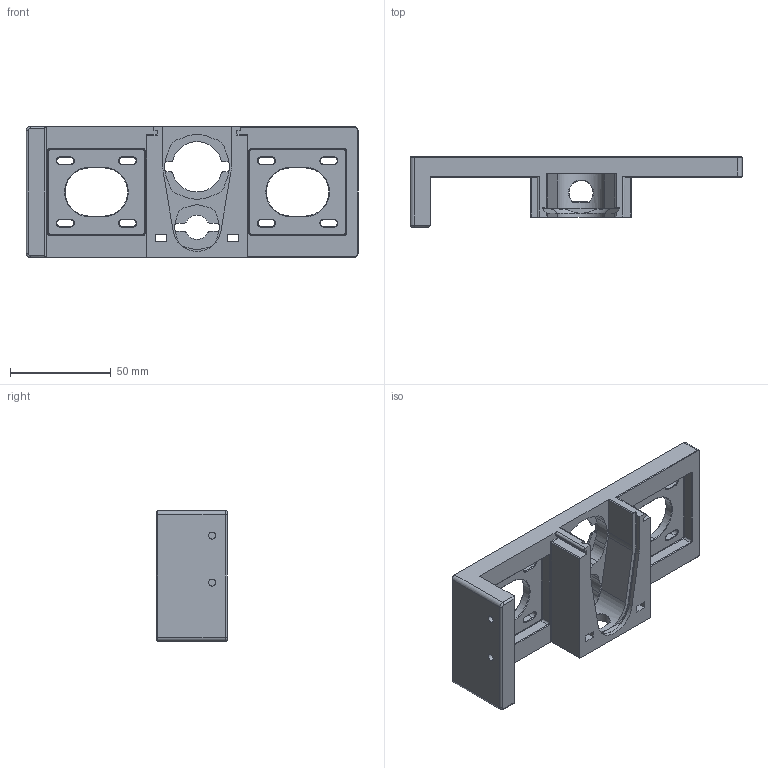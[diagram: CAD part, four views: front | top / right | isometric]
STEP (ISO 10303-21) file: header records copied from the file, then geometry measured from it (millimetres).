
FILE_DESCRIPTION(/* description */ (''),/* implementation_level */ '2;1');
FILE_NAME(/* name */ 'OpenTrickler_RearBody.step',/* time_stamp */ '2023-10-24T17:51:08+02:00',/* author */ (''),/* organization */ (''),/* preprocessor_version */ 'ST-DEVELOPER v20',/* originating_system */ 'Autodesk Translation Framework v12.14.0.127',/* authorisation */ '');
FILE_SCHEMA (('AUTOMOTIVE_DESIGN { 1 0 10303 214 3 1 1 }'));
Length unit declared in the file: millimetre
Products named in the file (1): OpenTrickler_RearBody
Bounding box: 165 x 35 x 65 mm (x, y, z)
Volume: 107724.1 mm3; surface area: 38757.6 mm2
Topology: 1 solids, 1 shells, 410 faces, 1034 edges, 629 vertices
Faces by surface type: plane 193, cylinder 119, cone 95, bspline 3
Full cylindrical faces by diameter (mm): 3.5 x6, 5.5 x2
Entity records: 12955 total; most frequent: CARTESIAN_POINT 2795, DIRECTION 2190, ORIENTED_EDGE 2068, EDGE_CURVE 1034, AXIS2_PLACEMENT_3D 754, LINE 682, VECTOR 682, VERTEX_POINT 629
